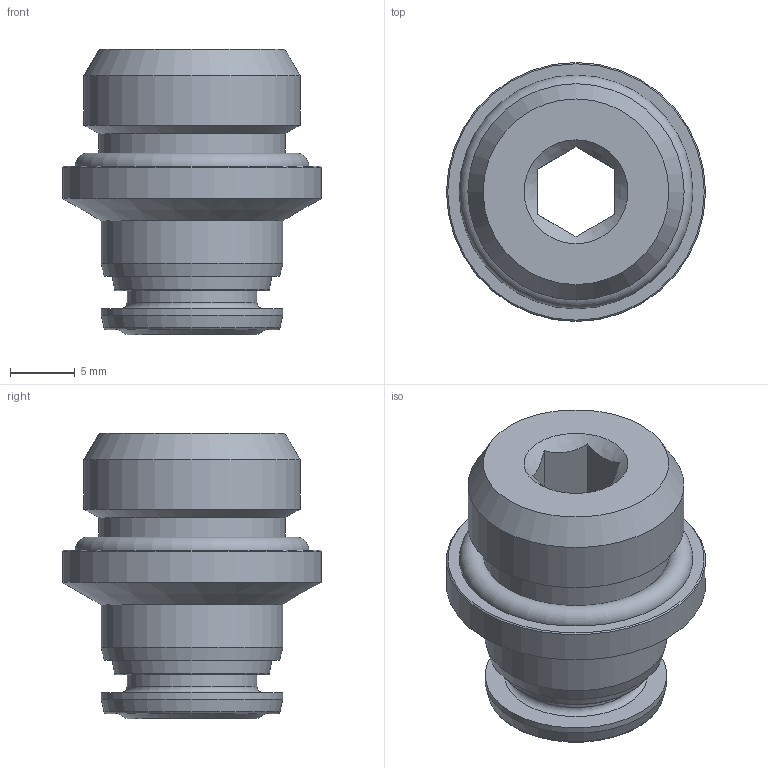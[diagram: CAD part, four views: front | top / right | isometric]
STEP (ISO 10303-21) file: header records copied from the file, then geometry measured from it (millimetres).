
FILE_DESCRIPTION(/* description */ ('STEP AP214'),/* implementation_level */ '2;1');
FILE_NAME(/* name */ '8086953_NPQR-DK-G38-Q8',/* time_stamp */ '2024-09-10T18:53:51+02:00',/* author */ ('License CC BY-ND 4.0'),/* organization */ ('CADENAS'),/* preprocessor_version */ 'ST-DEVELOPER v19.3',/* originating_system */ 'PARTsolutions',/* authorisation */ ' ');
FILE_SCHEMA (('AUTOMOTIVE_DESIGN {1 0 10303 214 3 1 1}'));
Length unit declared in the file: millimetre
Products named in the file (1): 8086953 NPQR-DK-G38-Q8---(high)
Bounding box: 19.95 x 19.95 x 22 mm (x, y, z)
Volume: 3146.2 mm3; surface area: 2216.6 mm2
Topology: 1 solids, 1 shells, 35 faces, 67 edges, 40 vertices
Faces by surface type: plane 14, cone 10, cylinder 7, torus 4
Full cylindrical faces by diameter (mm): 8 x1, 10 x1, 14 x2, 14.4 x1, 16.662 x1, 19.95 x1
Entity records: 1061 total; most frequent: CARTESIAN_POINT 150, DIRECTION 140, ORIENTED_EDGE 92, EDGE_LOOP 64, FACE_BOUND 64, AXIS2_PLACEMENT_3D 64, EDGE_CURVE 46, VERTEX_POINT 40
